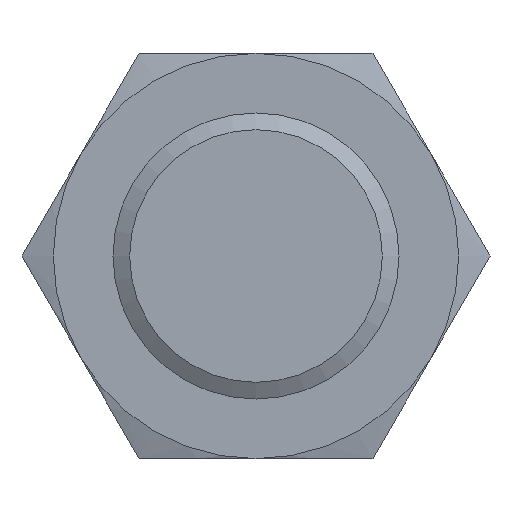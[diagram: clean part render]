
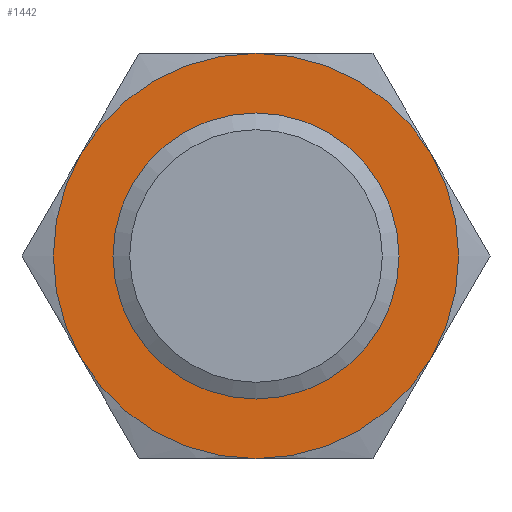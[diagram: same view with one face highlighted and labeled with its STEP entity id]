
A CAD part, front view. The second image highlights one B-rep face of the part: STEP entity #1442.
In plain terms, the highlighted planar face has unit normal (0, -1, 0).
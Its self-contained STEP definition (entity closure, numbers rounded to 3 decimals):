
#11 = DIRECTION ( 'NONE',  ( 0., -1., 0. ) ) ;
#55 = DIRECTION ( 'NONE',  ( 0., -1., 0. ) ) ;
#110 = CARTESIAN_POINT ( 'NONE',  ( 7.361, -27.935, -4.25 ) ) ;
#121 = DIRECTION ( 'NONE',  ( 0., -1., 0. ) ) ;
#183 = VERTEX_POINT ( 'NONE', #1208 ) ;
#210 = CARTESIAN_POINT ( 'NONE',  ( 0., -27.935, 0. ) ) ;
#236 = EDGE_CURVE ( 'NONE', #183, #500, #1112, .T. ) ;
#252 = AXIS2_PLACEMENT_3D ( 'NONE', #272, #2617, #2358 ) ;
#272 = CARTESIAN_POINT ( 'NONE',  ( 0., -27.935, 0. ) ) ;
#339 = DIRECTION ( 'NONE',  ( 0., 0., -1. ) ) ;
#369 = CARTESIAN_POINT ( 'NONE',  ( 0., -27.935, 0. ) ) ;
#371 = CARTESIAN_POINT ( 'NONE',  ( 0., -27.935, 0. ) ) ;
#416 = DIRECTION ( 'NONE',  ( 0., 0., 1. ) ) ;
#455 = CIRCLE ( 'NONE', #935, 8.5 ) ;
#497 = AXIS2_PLACEMENT_3D ( 'NONE', #369, #121, #339 ) ;
#500 = VERTEX_POINT ( 'NONE', #2038 ) ;
#541 = DIRECTION ( 'NONE',  ( 0., 0., -1. ) ) ;
#619 = ORIENTED_EDGE ( 'NONE', *, *, #1076, .T. ) ;
#650 = DIRECTION ( 'NONE',  ( 0., -1., 0. ) ) ;
#739 = EDGE_CURVE ( 'NONE', #500, #2188, #1449, .T. ) ;
#795 = ORIENTED_EDGE ( 'NONE', *, *, #236, .T. ) ;
#801 = AXIS2_PLACEMENT_3D ( 'NONE', #1789, #1342, #416 ) ;
#824 = ORIENTED_EDGE ( 'NONE', *, *, #2822, .T. ) ;
#827 = VERTEX_POINT ( 'NONE', #110 ) ;
#887 = CARTESIAN_POINT ( 'NONE',  ( 0., -27.935, -8.5 ) ) ;
#888 = DIRECTION ( 'NONE',  ( 0., 0., -1. ) ) ;
#933 = PLANE ( 'NONE',  #1308 ) ;
#935 = AXIS2_PLACEMENT_3D ( 'NONE', #210, #11, #1317 ) ;
#985 = EDGE_LOOP ( 'NONE', ( #824 ) ) ;
#1029 = DIRECTION ( 'NONE',  ( 0., -1., 0. ) ) ;
#1060 = CARTESIAN_POINT ( 'NONE',  ( 0., -27.935, 0. ) ) ;
#1076 = EDGE_CURVE ( 'NONE', #1271, #183, #1740, .T. ) ;
#1112 = CIRCLE ( 'NONE', #252, 8.5 ) ;
#1208 = CARTESIAN_POINT ( 'NONE',  ( 0., -27.935, 8.5 ) ) ;
#1271 = VERTEX_POINT ( 'NONE', #2720 ) ;
#1308 = AXIS2_PLACEMENT_3D ( 'NONE', #1651, #55, #1616 ) ;
#1317 = DIRECTION ( 'NONE',  ( 0., 0., -1. ) ) ;
#1342 = DIRECTION ( 'NONE',  ( 0., 1., 0. ) ) ;
#1410 = ORIENTED_EDGE ( 'NONE', *, *, #2839, .T. ) ;
#1442 = ADVANCED_FACE ( 'NONE', ( #2313, #2072 ), #933, .T. ) ;
#1449 = CIRCLE ( 'NONE', #2901, 8.5 ) ;
#1474 = EDGE_LOOP ( 'NONE', ( #619, #795, #2871, #1410, #2218, #1904 ) ) ;
#1530 = EDGE_CURVE ( 'NONE', #827, #1271, #2272, .T. ) ;
#1549 = AXIS2_PLACEMENT_3D ( 'NONE', #1060, #650, #888 ) ;
#1577 = VERTEX_POINT ( 'NONE', #2976 ) ;
#1616 = DIRECTION ( 'NONE',  ( 0., 0., 1. ) ) ;
#1651 = CARTESIAN_POINT ( 'NONE',  ( -4.25, -27.935, 0. ) ) ;
#1740 = CIRCLE ( 'NONE', #2312, 8.5 ) ;
#1762 = DIRECTION ( 'NONE',  ( 0., 0., -1. ) ) ;
#1789 = CARTESIAN_POINT ( 'NONE',  ( 0., -27.935, 0. ) ) ;
#1904 = ORIENTED_EDGE ( 'NONE', *, *, #1530, .T. ) ;
#1920 = DIRECTION ( 'NONE',  ( 0., -1., 0. ) ) ;
#2038 = CARTESIAN_POINT ( 'NONE',  ( -7.361, -27.935, 4.25 ) ) ;
#2072 = FACE_OUTER_BOUND ( 'NONE', #1474, .T. ) ;
#2152 = CARTESIAN_POINT ( 'NONE',  ( 0., -27.935, 0. ) ) ;
#2188 = VERTEX_POINT ( 'NONE', #2562 ) ;
#2218 = ORIENTED_EDGE ( 'NONE', *, *, #2296, .T. ) ;
#2272 = CIRCLE ( 'NONE', #1549, 8.5 ) ;
#2296 = EDGE_CURVE ( 'NONE', #2578, #827, #2806, .T. ) ;
#2312 = AXIS2_PLACEMENT_3D ( 'NONE', #2152, #1920, #541 ) ;
#2313 = FACE_BOUND ( 'NONE', #985, .T. ) ;
#2358 = DIRECTION ( 'NONE',  ( 0., 0., -1. ) ) ;
#2562 = CARTESIAN_POINT ( 'NONE',  ( -7.361, -27.935, -4.25 ) ) ;
#2578 = VERTEX_POINT ( 'NONE', #887 ) ;
#2617 = DIRECTION ( 'NONE',  ( 0., -1., 0. ) ) ;
#2720 = CARTESIAN_POINT ( 'NONE',  ( 7.361, -27.935, 4.25 ) ) ;
#2806 = CIRCLE ( 'NONE', #497, 8.5 ) ;
#2822 = EDGE_CURVE ( 'NONE', #1577, #1577, #2867, .T. ) ;
#2839 = EDGE_CURVE ( 'NONE', #2188, #2578, #455, .T. ) ;
#2867 = CIRCLE ( 'NONE', #801, 6. ) ;
#2871 = ORIENTED_EDGE ( 'NONE', *, *, #739, .T. ) ;
#2901 = AXIS2_PLACEMENT_3D ( 'NONE', #371, #1029, #1762 ) ;
#2976 = CARTESIAN_POINT ( 'NONE',  ( 0., -27.935, 6. ) ) ;
